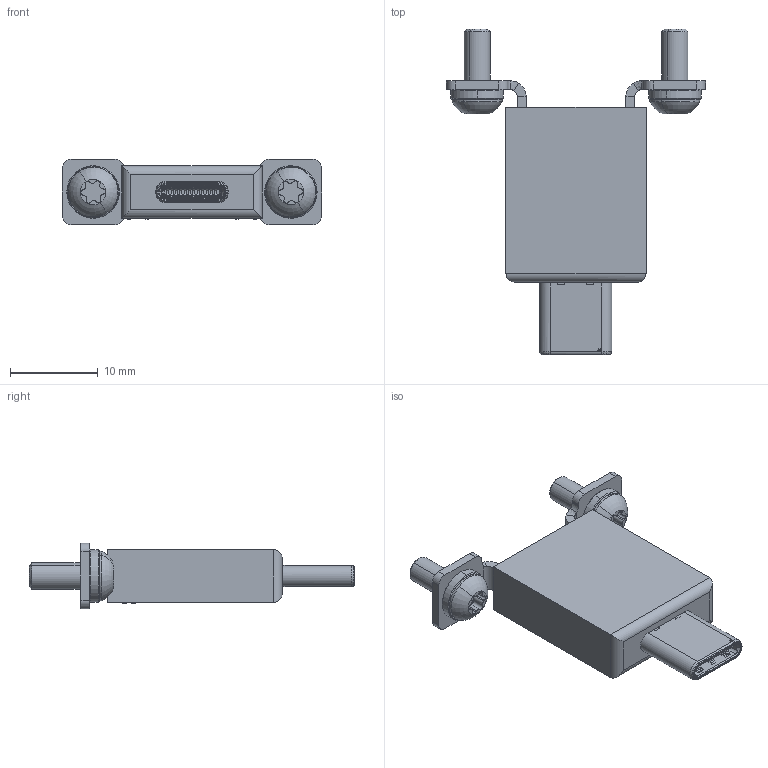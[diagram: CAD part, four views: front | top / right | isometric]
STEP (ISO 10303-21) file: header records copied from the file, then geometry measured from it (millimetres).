
FILE_DESCRIPTION (( 'STEP AP214' ), '1' );
FILE_NAME ('104127~0.STEP', '2018-11-29T13:54:54', ( '' ), ( '' ), 'SwSTEP 2.0', 'SolidWorks 2018', '' );
FILE_SCHEMA (( 'AUTOMOTIVE_DESIGN' ));
Length unit declared in the file: millimetre
Products named in the file (1): 104127~0
Bounding box: 29.6 x 37.2 x 7.5 mm (x, y, z)
Volume: 2208.6 mm3; surface area: 4819.1 mm2
Topology: 15 solids, 15 shells, 2508 faces, 6927 edges, 4531 vertices
Faces by surface type: plane 1544, cylinder 789, bspline 85, cone 70, sphere 16, torus 4
Entity records: 112970 total; most frequent: CARTESIAN_POINT 24730, ORIENTED_EDGE 13854, DIRECTION 10477, EDGE_CURVE 6927, VERTEX_POINT 4531, VECTOR 4265, LINE 4265, AXIS2_PLACEMENT_3D 3106
